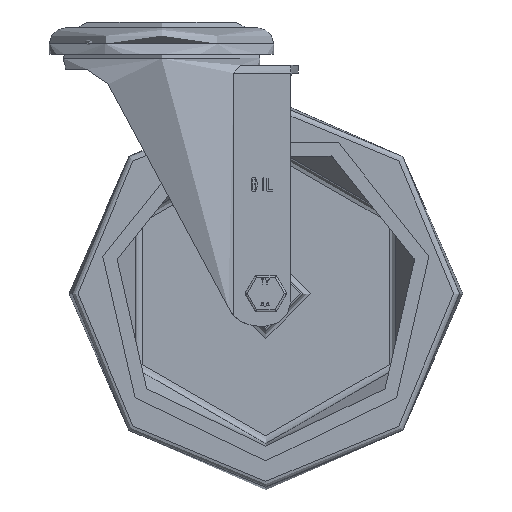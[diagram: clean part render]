
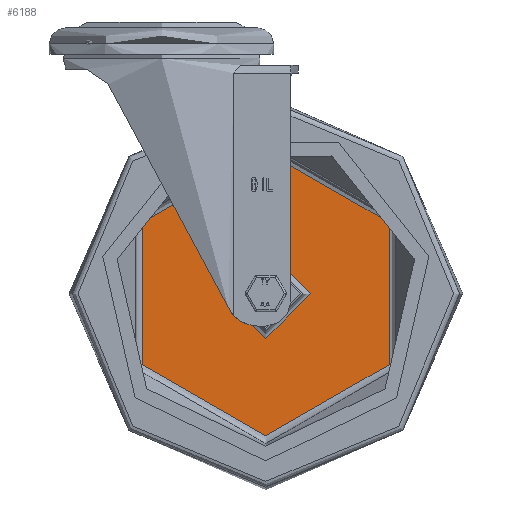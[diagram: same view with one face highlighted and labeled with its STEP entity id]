
A CAD part, front view. The second image highlights one B-rep face of the part: STEP entity #6188.
In plain terms, the highlighted planar face has unit normal (0, -1, 0).
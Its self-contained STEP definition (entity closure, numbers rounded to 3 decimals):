
#203=FACE_BOUND('',#2194,.T.);
#321=PLANE('',#6796);
#1788=FACE_OUTER_BOUND('',#2193,.T.);
#2193=EDGE_LOOP('',(#5025));
#2194=EDGE_LOOP('',(#5026));
#2531=CIRCLE('',#6762,72.289);
#2532=CIRCLE('',#6764,22.75);
#2919=VERTEX_POINT('',#11193);
#2920=VERTEX_POINT('',#11197);
#3648=EDGE_CURVE('',#2919,#2919,#2531,.T.);
#3649=EDGE_CURVE('',#2920,#2920,#2532,.T.);
#5025=ORIENTED_EDGE('',*,*,#3648,.F.);
#5026=ORIENTED_EDGE('',*,*,#3649,.T.);
#6188=ADVANCED_FACE('',(#1788,#203),#321,.T.);
#6762=AXIS2_PLACEMENT_3D('',#11195,#7832,#7833);
#6764=AXIS2_PLACEMENT_3D('',#11198,#7836,#7837);
#6796=AXIS2_PLACEMENT_3D('',#11249,#7905,#7906);
#7832=DIRECTION('center_axis',(0.,1.,0.));
#7833=DIRECTION('ref_axis',(0.,0.,1.));
#7836=DIRECTION('center_axis',(0.,1.,0.));
#7837=DIRECTION('ref_axis',(0.,0.,1.));
#7905=DIRECTION('center_axis',(0.,-1.,0.));
#7906=DIRECTION('ref_axis',(0.,0.,-1.));
#11193=CARTESIAN_POINT('',(0.,-4.,-72.289));
#11195=CARTESIAN_POINT('Origin',(0.,-4.,0.));
#11197=CARTESIAN_POINT('',(0.,-4.,-22.75));
#11198=CARTESIAN_POINT('Origin',(0.,-4.,0.));
#11249=CARTESIAN_POINT('Origin',(0.,-4.,47.519));
